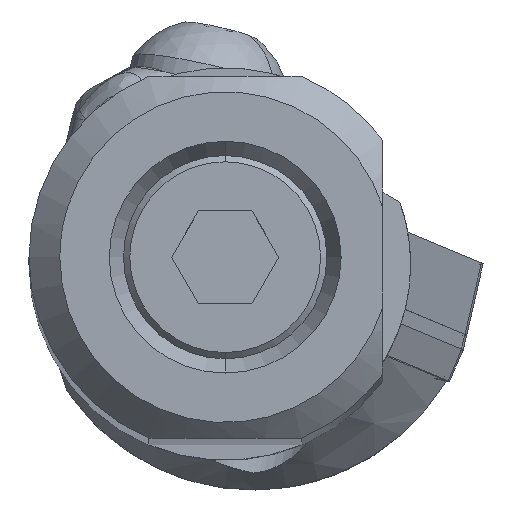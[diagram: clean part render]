
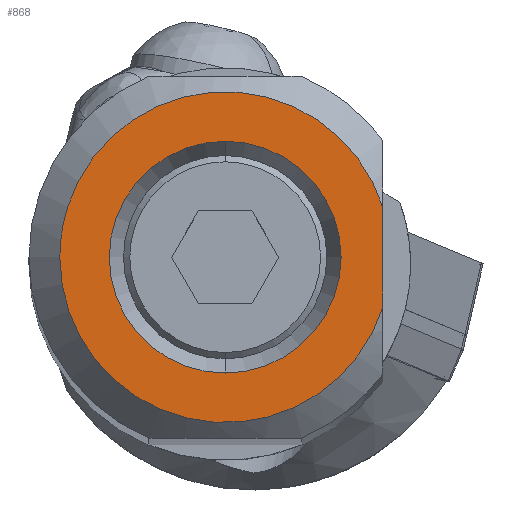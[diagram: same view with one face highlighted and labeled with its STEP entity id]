
A CAD part, top view. The second image highlights one B-rep face of the part: STEP entity #868.
In plain terms, the highlighted planar face has unit normal (0, 0, 1).
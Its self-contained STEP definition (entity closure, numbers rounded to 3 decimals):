
#868=ADVANCED_FACE('',(#1274,#1275),#1175,.T.);
#1175=PLANE('',#5996);
#1274=FACE_BOUND('',#1315,.T.);
#1275=FACE_BOUND('',#1316,.T.);
#1315=EDGE_LOOP('',(#1698,#1699,#1700,#1701));
#1316=EDGE_LOOP('',(#1702,#1703));
#1698=ORIENTED_EDGE('',*,*,#4073,.F.);
#1699=ORIENTED_EDGE('',*,*,#4074,.F.);
#1700=ORIENTED_EDGE('',*,*,#4075,.F.);
#1701=ORIENTED_EDGE('',*,*,#4076,.T.);
#1702=ORIENTED_EDGE('',*,*,#4077,.F.);
#1703=ORIENTED_EDGE('',*,*,#4078,.F.);
#3466=VERTEX_POINT('',#8233);
#3467=VERTEX_POINT('',#8234);
#3468=VERTEX_POINT('',#8236);
#3469=VERTEX_POINT('',#8238);
#3470=VERTEX_POINT('',#8241);
#3471=VERTEX_POINT('',#8242);
#4073=EDGE_CURVE('',#3466,#3467,#4968,.T.);
#4074=EDGE_CURVE('',#3468,#3466,#4969,.T.);
#4075=EDGE_CURVE('',#3469,#3468,#4970,.T.);
#4076=EDGE_CURVE('',#3469,#3467,#5346,.T.);
#4077=EDGE_CURVE('',#3470,#3471,#4971,.T.);
#4078=EDGE_CURVE('',#3471,#3470,#4972,.T.);
#4968=CIRCLE('',#5991,10.7);
#4969=CIRCLE('',#5992,10.7);
#4970=CIRCLE('',#5993,10.7);
#4971=CIRCLE('',#5994,7.5);
#4972=CIRCLE('',#5995,7.5);
#5346=LINE('',#8239,#5630);
#5630=VECTOR('',#6699,1.);
#5991=AXIS2_PLACEMENT_3D('',#8232,#6693,#6694);
#5992=AXIS2_PLACEMENT_3D('',#8235,#6695,#6696);
#5993=AXIS2_PLACEMENT_3D('',#8237,#6697,#6698);
#5994=AXIS2_PLACEMENT_3D('',#8240,#6700,#6701);
#5995=AXIS2_PLACEMENT_3D('',#8243,#6702,#6703);
#5996=AXIS2_PLACEMENT_3D('',#8244,#6704,#6705);
#6693=DIRECTION('',(0.,0.,-1.));
#6694=DIRECTION('',(-0.953,0.302,0.));
#6695=DIRECTION('',(0.,0.,-1.));
#6696=DIRECTION('',(-1.,0.,0.));
#6697=DIRECTION('',(0.,0.,-1.));
#6698=DIRECTION('',(0.953,-0.302,0.));
#6699=DIRECTION('',(0.,1.,0.));
#6700=DIRECTION('',(0.,0.,1.));
#6701=DIRECTION('',(0.,1.,0.));
#6702=DIRECTION('',(0.,0.,1.));
#6703=DIRECTION('',(0.,-1.,0.));
#6704=DIRECTION('',(0.,0.,1.));
#6705=DIRECTION('',(-1.,0.,0.));
#8232=CARTESIAN_POINT('',(0.,0.,0.));
#8233=CARTESIAN_POINT('',(-10.2,3.233,0.));
#8234=CARTESIAN_POINT('',(10.2,3.233,0.));
#8235=CARTESIAN_POINT('',(0.,0.,0.));
#8236=CARTESIAN_POINT('',(-10.7,0.,0.));
#8237=CARTESIAN_POINT('',(0.,0.,0.));
#8238=CARTESIAN_POINT('',(10.2,-3.233,0.));
#8239=CARTESIAN_POINT('',(10.2,-3.233,0.));
#8240=CARTESIAN_POINT('',(0.,0.,0.));
#8241=CARTESIAN_POINT('',(0.,7.5,0.));
#8242=CARTESIAN_POINT('',(0.,-7.5,0.));
#8243=CARTESIAN_POINT('',(0.,0.,0.));
#8244=CARTESIAN_POINT('',(-0.25,-0.001,0.));
